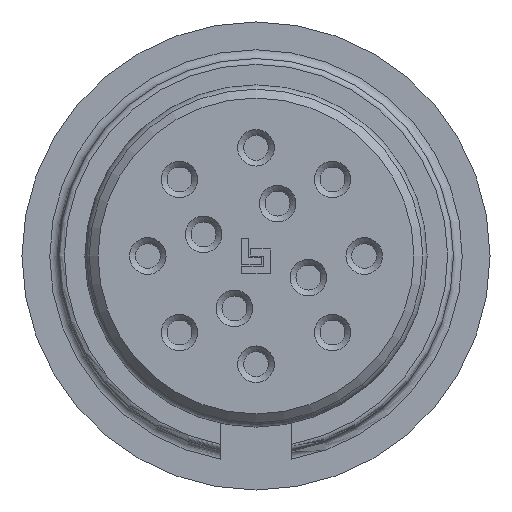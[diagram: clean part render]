
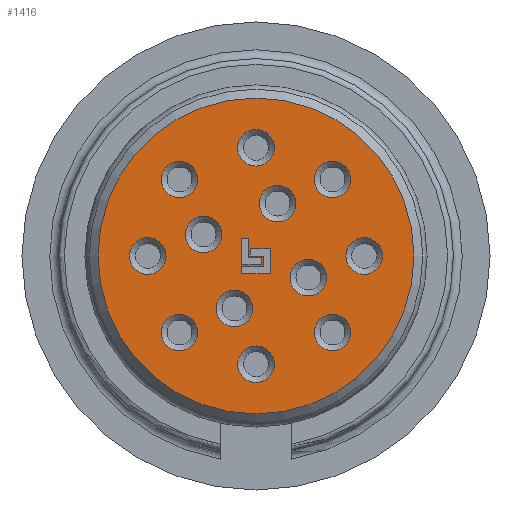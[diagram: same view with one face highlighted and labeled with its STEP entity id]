
A CAD part, left-side view. The second image highlights one B-rep face of the part: STEP entity #1416.
In plain terms, the highlighted planar face has unit normal (-1, 0, 0).
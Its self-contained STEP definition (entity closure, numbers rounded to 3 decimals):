
#513=LINE('',#6397,#700);
#515=LINE('',#6401,#702);
#517=LINE('',#6405,#704);
#519=LINE('',#6409,#706);
#521=LINE('',#6413,#708);
#523=LINE('',#6417,#710);
#525=LINE('',#6421,#712);
#526=LINE('',#6423,#713);
#527=LINE('',#6425,#714);
#530=LINE('',#6431,#717);
#532=LINE('',#6435,#719);
#534=LINE('',#6439,#721);
#536=LINE('',#6443,#723);
#538=LINE('',#6447,#725);
#700=VECTOR('',#5375,1.);
#702=VECTOR('',#5379,1.);
#704=VECTOR('',#5383,1.);
#706=VECTOR('',#5387,1.);
#708=VECTOR('',#5391,1.);
#710=VECTOR('',#5395,1.);
#712=VECTOR('',#5399,1.);
#713=VECTOR('',#5402,1.);
#714=VECTOR('',#5405,1.);
#717=VECTOR('',#5410,1.);
#719=VECTOR('',#5414,1.);
#721=VECTOR('',#5418,1.);
#723=VECTOR('',#5422,1.);
#725=VECTOR('',#5426,1.);
#1042=PLANE('',#4898);
#1416=ADVANCED_FACE('',(#1755,#1756,#1757,#1758,#1759,#1760,#1761,#1762,
#1763,#1764,#1765,#1766,#1767,#1768,#1769),#1042,.T.);
#1755=FACE_BOUND('',#2022,.T.);
#1756=FACE_BOUND('',#2023,.T.);
#1757=FACE_BOUND('',#2024,.T.);
#1758=FACE_BOUND('',#2025,.T.);
#1759=FACE_BOUND('',#2026,.T.);
#1760=FACE_BOUND('',#2027,.T.);
#1761=FACE_BOUND('',#2028,.T.);
#1762=FACE_BOUND('',#2029,.T.);
#1763=FACE_BOUND('',#2030,.T.);
#1764=FACE_BOUND('',#2031,.T.);
#1765=FACE_BOUND('',#2032,.T.);
#1766=FACE_BOUND('',#2033,.T.);
#1767=FACE_BOUND('',#2034,.T.);
#1768=FACE_BOUND('',#2035,.T.);
#1769=FACE_BOUND('',#2036,.T.);
#2022=EDGE_LOOP('',(#2525));
#2023=EDGE_LOOP('',(#2526));
#2024=EDGE_LOOP('',(#2527));
#2025=EDGE_LOOP('',(#2528));
#2026=EDGE_LOOP('',(#2529));
#2027=EDGE_LOOP('',(#2530));
#2028=EDGE_LOOP('',(#2531));
#2029=EDGE_LOOP('',(#2532));
#2030=EDGE_LOOP('',(#2533));
#2031=EDGE_LOOP('',(#2534));
#2032=EDGE_LOOP('',(#2535));
#2033=EDGE_LOOP('',(#2536));
#2034=EDGE_LOOP('',(#2537));
#2035=EDGE_LOOP('',(#2538,#2539,#2540,#2541,#2542,#2543));
#2036=EDGE_LOOP('',(#2544,#2545,#2546,#2547,#2548,#2549,#2550,#2551));
#2525=ORIENTED_EDGE('',*,*,#4094,.T.);
#2526=ORIENTED_EDGE('',*,*,#4093,.T.);
#2527=ORIENTED_EDGE('',*,*,#4092,.T.);
#2528=ORIENTED_EDGE('',*,*,#4091,.T.);
#2529=ORIENTED_EDGE('',*,*,#4090,.T.);
#2530=ORIENTED_EDGE('',*,*,#4089,.T.);
#2531=ORIENTED_EDGE('',*,*,#4088,.T.);
#2532=ORIENTED_EDGE('',*,*,#4087,.T.);
#2533=ORIENTED_EDGE('',*,*,#4086,.T.);
#2534=ORIENTED_EDGE('',*,*,#4085,.T.);
#2535=ORIENTED_EDGE('',*,*,#4084,.T.);
#2536=ORIENTED_EDGE('',*,*,#4083,.T.);
#2537=ORIENTED_EDGE('',*,*,#4082,.T.);
#2538=ORIENTED_EDGE('',*,*,#4081,.F.);
#2539=ORIENTED_EDGE('',*,*,#4079,.F.);
#2540=ORIENTED_EDGE('',*,*,#4077,.F.);
#2541=ORIENTED_EDGE('',*,*,#4075,.F.);
#2542=ORIENTED_EDGE('',*,*,#4073,.F.);
#2543=ORIENTED_EDGE('',*,*,#4070,.F.);
#2544=ORIENTED_EDGE('',*,*,#4069,.T.);
#2545=ORIENTED_EDGE('',*,*,#4068,.T.);
#2546=ORIENTED_EDGE('',*,*,#4066,.T.);
#2547=ORIENTED_EDGE('',*,*,#4064,.T.);
#2548=ORIENTED_EDGE('',*,*,#4062,.T.);
#2549=ORIENTED_EDGE('',*,*,#4060,.T.);
#2550=ORIENTED_EDGE('',*,*,#4058,.T.);
#2551=ORIENTED_EDGE('',*,*,#4056,.T.);
#3617=VERTEX_POINT('',#6394);
#3618=VERTEX_POINT('',#6396);
#3619=VERTEX_POINT('',#6400);
#3620=VERTEX_POINT('',#6404);
#3621=VERTEX_POINT('',#6408);
#3622=VERTEX_POINT('',#6412);
#3623=VERTEX_POINT('',#6416);
#3624=VERTEX_POINT('',#6420);
#3625=VERTEX_POINT('',#6426);
#3626=VERTEX_POINT('',#6427);
#3627=VERTEX_POINT('',#6432);
#3628=VERTEX_POINT('',#6436);
#3629=VERTEX_POINT('',#6440);
#3630=VERTEX_POINT('',#6444);
#3631=VERTEX_POINT('',#6450);
#3632=VERTEX_POINT('',#6453);
#3633=VERTEX_POINT('',#6456);
#3634=VERTEX_POINT('',#6459);
#3635=VERTEX_POINT('',#6462);
#3636=VERTEX_POINT('',#6465);
#3637=VERTEX_POINT('',#6468);
#3638=VERTEX_POINT('',#6471);
#3639=VERTEX_POINT('',#6474);
#3640=VERTEX_POINT('',#6477);
#3641=VERTEX_POINT('',#6480);
#3642=VERTEX_POINT('',#6483);
#3643=VERTEX_POINT('',#6486);
#4056=EDGE_CURVE('',#3617,#3618,#513,.T.);
#4058=EDGE_CURVE('',#3619,#3617,#515,.T.);
#4060=EDGE_CURVE('',#3620,#3619,#517,.T.);
#4062=EDGE_CURVE('',#3621,#3620,#519,.T.);
#4064=EDGE_CURVE('',#3622,#3621,#521,.T.);
#4066=EDGE_CURVE('',#3623,#3622,#523,.T.);
#4068=EDGE_CURVE('',#3624,#3623,#525,.T.);
#4069=EDGE_CURVE('',#3618,#3624,#526,.T.);
#4070=EDGE_CURVE('',#3625,#3626,#527,.T.);
#4073=EDGE_CURVE('',#3626,#3627,#530,.T.);
#4075=EDGE_CURVE('',#3627,#3628,#532,.T.);
#4077=EDGE_CURVE('',#3628,#3629,#534,.T.);
#4079=EDGE_CURVE('',#3629,#3630,#536,.T.);
#4081=EDGE_CURVE('',#3630,#3625,#538,.T.);
#4082=EDGE_CURVE('',#3631,#3631,#4644,.T.);
#4083=EDGE_CURVE('',#3632,#3632,#4645,.T.);
#4084=EDGE_CURVE('',#3633,#3633,#4646,.T.);
#4085=EDGE_CURVE('',#3634,#3634,#4647,.T.);
#4086=EDGE_CURVE('',#3635,#3635,#4648,.T.);
#4087=EDGE_CURVE('',#3636,#3636,#4649,.T.);
#4088=EDGE_CURVE('',#3637,#3637,#4650,.T.);
#4089=EDGE_CURVE('',#3638,#3638,#4651,.T.);
#4090=EDGE_CURVE('',#3639,#3639,#4652,.T.);
#4091=EDGE_CURVE('',#3640,#3640,#4653,.T.);
#4092=EDGE_CURVE('',#3641,#3641,#4654,.T.);
#4093=EDGE_CURVE('',#3642,#3642,#4655,.T.);
#4094=EDGE_CURVE('',#3643,#3643,#4656,.T.);
#4644=CIRCLE('',#4873,0.625);
#4645=CIRCLE('',#4875,0.625);
#4646=CIRCLE('',#4877,0.625);
#4647=CIRCLE('',#4879,0.625);
#4648=CIRCLE('',#4881,0.625);
#4649=CIRCLE('',#4883,0.625);
#4650=CIRCLE('',#4885,0.625);
#4651=CIRCLE('',#4887,0.625);
#4652=CIRCLE('',#4889,0.625);
#4653=CIRCLE('',#4891,0.625);
#4654=CIRCLE('',#4893,0.625);
#4655=CIRCLE('',#4895,0.625);
#4656=CIRCLE('',#4897,5.4);
#4873=AXIS2_PLACEMENT_3D('',#6449,#5429,#5430);
#4875=AXIS2_PLACEMENT_3D('',#6452,#5433,#5434);
#4877=AXIS2_PLACEMENT_3D('',#6455,#5437,#5438);
#4879=AXIS2_PLACEMENT_3D('',#6458,#5441,#5442);
#4881=AXIS2_PLACEMENT_3D('',#6461,#5445,#5446);
#4883=AXIS2_PLACEMENT_3D('',#6464,#5449,#5450);
#4885=AXIS2_PLACEMENT_3D('',#6467,#5453,#5454);
#4887=AXIS2_PLACEMENT_3D('',#6470,#5457,#5458);
#4889=AXIS2_PLACEMENT_3D('',#6473,#5461,#5462);
#4891=AXIS2_PLACEMENT_3D('',#6476,#5465,#5466);
#4893=AXIS2_PLACEMENT_3D('',#6479,#5469,#5470);
#4895=AXIS2_PLACEMENT_3D('',#6482,#5473,#5474);
#4897=AXIS2_PLACEMENT_3D('',#6485,#5477,#5478);
#4898=AXIS2_PLACEMENT_3D('',#6487,#5479,#5480);
#5375=DIRECTION('',(0.,0.,1.));
#5379=DIRECTION('',(0.,1.,0.));
#5383=DIRECTION('',(0.,0.,1.));
#5387=DIRECTION('',(0.,-1.,0.));
#5391=DIRECTION('',(0.,0.,1.));
#5395=DIRECTION('',(0.,1.,0.));
#5399=DIRECTION('',(0.,0.,-1.));
#5402=DIRECTION('',(0.,-1.,0.));
#5405=DIRECTION('',(0.,-1.,0.));
#5410=DIRECTION('',(0.,0.,1.));
#5414=DIRECTION('',(0.,1.,0.));
#5418=DIRECTION('',(0.,0.,1.));
#5422=DIRECTION('',(0.,1.,0.));
#5426=DIRECTION('',(0.,0.,-1.));
#5429=DIRECTION('',(1.,0.,0.));
#5430=DIRECTION('',(0.,0.,1.));
#5433=DIRECTION('',(1.,0.,0.));
#5434=DIRECTION('',(0.,0.,1.));
#5437=DIRECTION('',(1.,0.,0.));
#5438=DIRECTION('',(0.,0.,1.));
#5441=DIRECTION('',(1.,0.,0.));
#5442=DIRECTION('',(0.,0.,1.));
#5445=DIRECTION('',(1.,0.,0.));
#5446=DIRECTION('',(0.,0.,1.));
#5449=DIRECTION('',(1.,0.,0.));
#5450=DIRECTION('',(0.,0.,1.));
#5453=DIRECTION('',(1.,0.,0.));
#5454=DIRECTION('',(0.,0.,1.));
#5457=DIRECTION('',(1.,0.,0.));
#5458=DIRECTION('',(0.,0.,1.));
#5461=DIRECTION('',(1.,0.,0.));
#5462=DIRECTION('',(0.,0.,1.));
#5465=DIRECTION('',(1.,0.,0.));
#5466=DIRECTION('',(0.,0.,1.));
#5469=DIRECTION('',(1.,0.,0.));
#5470=DIRECTION('',(0.,0.,1.));
#5473=DIRECTION('',(1.,0.,0.));
#5474=DIRECTION('',(0.,0.,1.));
#5477=DIRECTION('',(-1.,0.,0.));
#5478=DIRECTION('',(0.,0.,1.));
#5479=DIRECTION('',(-1.,0.,0.));
#5480=DIRECTION('',(0.,0.,1.));
#6394=CARTESIAN_POINT('',(0.,0.19,0.));
#6396=CARTESIAN_POINT('',(0.,0.19,0.24));
#6397=CARTESIAN_POINT('',(0.,0.19,0.));
#6400=CARTESIAN_POINT('',(0.,-0.25,0.));
#6401=CARTESIAN_POINT('',(0.,0.,0.));
#6404=CARTESIAN_POINT('',(0.,-0.25,-0.36));
#6405=CARTESIAN_POINT('',(0.,-0.25,0.));
#6408=CARTESIAN_POINT('',(0.,0.49,-0.36));
#6409=CARTESIAN_POINT('',(0.,0.,-0.36));
#6412=CARTESIAN_POINT('',(0.,0.49,-0.6));
#6413=CARTESIAN_POINT('',(0.,0.49,0.));
#6416=CARTESIAN_POINT('',(0.,-0.49,-0.6));
#6417=CARTESIAN_POINT('',(0.,0.,-0.6));
#6420=CARTESIAN_POINT('',(0.,-0.49,0.24));
#6421=CARTESIAN_POINT('',(0.,-0.49,0.));
#6423=CARTESIAN_POINT('',(0.,0.,0.24));
#6425=CARTESIAN_POINT('',(0.,0.,-0.3));
#6426=CARTESIAN_POINT('',(0.,0.49,-0.3));
#6427=CARTESIAN_POINT('',(0.,-0.19,-0.3));
#6431=CARTESIAN_POINT('',(0.,-0.19,0.));
#6432=CARTESIAN_POINT('',(0.,-0.19,-0.06));
#6435=CARTESIAN_POINT('',(0.,0.,-0.06));
#6436=CARTESIAN_POINT('',(0.,0.25,-0.06));
#6439=CARTESIAN_POINT('',(0.,0.25,0.));
#6440=CARTESIAN_POINT('',(0.,0.25,0.6));
#6443=CARTESIAN_POINT('',(0.,0.,0.6));
#6444=CARTESIAN_POINT('',(0.,0.49,0.6));
#6447=CARTESIAN_POINT('',(0.,0.49,0.));
#6449=CARTESIAN_POINT('',(0.,3.7,0.));
#6450=CARTESIAN_POINT('',(0.,3.7,0.625));
#6452=CARTESIAN_POINT('',(0.,2.616,2.616));
#6453=CARTESIAN_POINT('',(0.,2.616,3.241));
#6455=CARTESIAN_POINT('',(0.,0.,3.7));
#6456=CARTESIAN_POINT('',(0.,0.,4.325));
#6458=CARTESIAN_POINT('',(0.,1.79,0.74));
#6459=CARTESIAN_POINT('',(0.,1.79,1.365));
#6461=CARTESIAN_POINT('',(0.,-2.616,2.616));
#6462=CARTESIAN_POINT('',(0.,-2.616,3.241));
#6464=CARTESIAN_POINT('',(0.,-0.74,1.79));
#6465=CARTESIAN_POINT('',(0.,-0.74,2.415));
#6467=CARTESIAN_POINT('',(0.,0.74,-1.79));
#6468=CARTESIAN_POINT('',(0.,0.74,-1.165));
#6470=CARTESIAN_POINT('',(0.,2.616,-2.616));
#6471=CARTESIAN_POINT('',(0.,2.616,-1.991));
#6473=CARTESIAN_POINT('',(0.,-1.79,-0.74));
#6474=CARTESIAN_POINT('',(0.,-1.79,-0.115));
#6476=CARTESIAN_POINT('',(0.,0.,-3.7));
#6477=CARTESIAN_POINT('',(0.,0.,-3.075));
#6479=CARTESIAN_POINT('',(0.,-2.616,-2.616));
#6480=CARTESIAN_POINT('',(0.,-2.616,-1.991));
#6482=CARTESIAN_POINT('',(0.,-3.7,0.));
#6483=CARTESIAN_POINT('',(0.,-3.7,0.625));
#6485=CARTESIAN_POINT('',(0.,0.,0.));
#6486=CARTESIAN_POINT('',(0.,0.,5.4));
#6487=CARTESIAN_POINT('',(0.,0.,0.));
